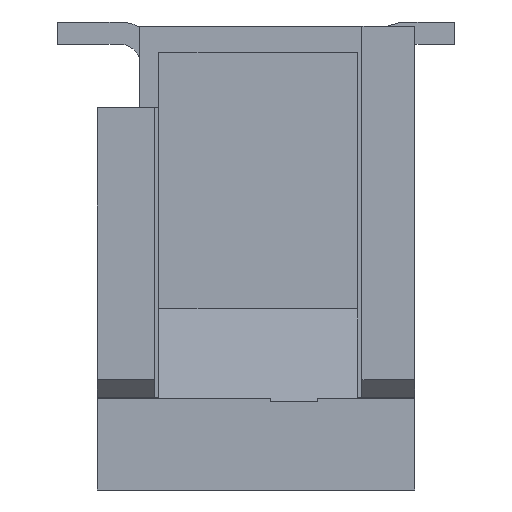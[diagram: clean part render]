
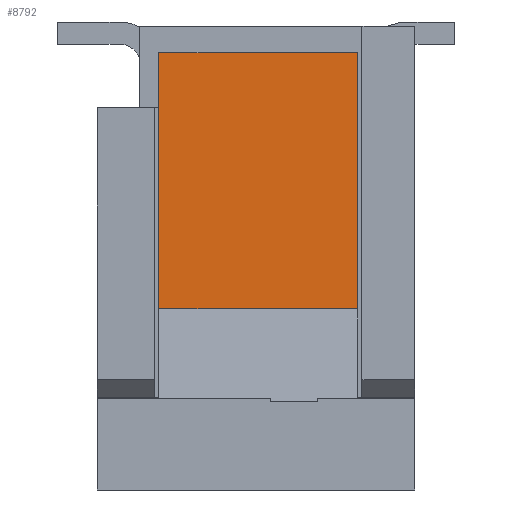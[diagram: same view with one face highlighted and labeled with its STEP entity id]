
A CAD part, left-side view. The second image highlights one B-rep face of the part: STEP entity #8792.
In plain terms, the highlighted planar face has unit normal (-1, 0, 0).
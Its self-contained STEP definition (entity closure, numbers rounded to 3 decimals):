
#1557=DIRECTION('',(0.,0.,1.));
#1558=VECTOR('',#1557,2.9);
#1559=CARTESIAN_POINT('',(-8.35,-1.15,-1.1));
#1560=LINE('',#1559,#1558);
#3057=DIRECTION('',(0.,-1.,0.));
#3058=VECTOR('',#3057,2.25);
#3059=CARTESIAN_POINT('',(-8.35,1.1,-1.1));
#3060=LINE('',#3059,#3058);
#3061=DIRECTION('',(0.,0.,-1.));
#3062=VECTOR('',#3061,2.9);
#3063=CARTESIAN_POINT('',(-8.35,1.1,1.8));
#3064=LINE('',#3063,#3062);
#3065=DIRECTION('',(0.,1.,0.));
#3066=VECTOR('',#3065,2.25);
#3067=CARTESIAN_POINT('',(-8.35,-1.15,1.8));
#3068=LINE('',#3067,#3066);
#4221=CARTESIAN_POINT('',(-8.35,1.1,-1.1));
#4222=VERTEX_POINT('',#4221);
#4223=CARTESIAN_POINT('',(-8.35,1.1,1.8));
#4224=VERTEX_POINT('',#4223);
#4253=CARTESIAN_POINT('',(-8.35,-1.15,-1.1));
#4254=VERTEX_POINT('',#4253);
#4257=CARTESIAN_POINT('',(-8.35,-1.15,1.8));
#4258=VERTEX_POINT('',#4257);
#8780=CARTESIAN_POINT('',(-8.35,-0.025,0.35));
#8781=DIRECTION('',(1.,0.,0.));
#8782=DIRECTION('',(0.,0.,-1.));
#8783=AXIS2_PLACEMENT_3D('',#8780,#8781,#8782);
#8784=PLANE('',#8783);
#8786=ORIENTED_EDGE('',*,*,#8785,.F.);
#8787=ORIENTED_EDGE('',*,*,#6545,.F.);
#8788=ORIENTED_EDGE('',*,*,#6478,.F.);
#8789=ORIENTED_EDGE('',*,*,#6499,.F.);
#8790=EDGE_LOOP('',(#8786,#8787,#8788,#8789));
#8791=FACE_OUTER_BOUND('',#8790,.F.);
#8792=ADVANCED_FACE('',(#8791),#8784,.F.);
#6478=EDGE_CURVE('',#4222,#4254,#3060,.T.);
#6499=EDGE_CURVE('',#4224,#4222,#3064,.T.);
#6545=EDGE_CURVE('',#4254,#4258,#1560,.T.);
#8785=EDGE_CURVE('',#4258,#4224,#3068,.T.);
